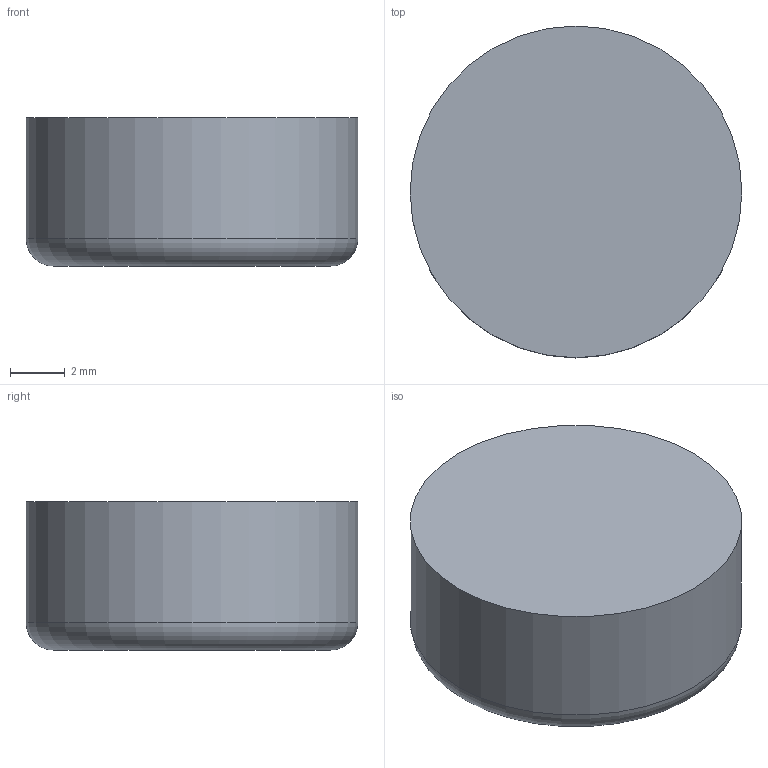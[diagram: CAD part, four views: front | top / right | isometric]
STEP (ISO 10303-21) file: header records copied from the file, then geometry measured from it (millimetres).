
FILE_DESCRIPTION(('FreeCAD Model'),'2;1');
FILE_NAME( 'CP1254A3.step', '2020-01-03T16:00:04',('Author'),(''), 'Open CASCADE STEP processor 7.3','FreeCAD','Unknown');
FILE_SCHEMA(('AUTOMOTIVE_DESIGN { 1 0 10303 214 1 1 1 1 }'));
Length unit declared in the file: millimetre
Products named in the file (1): CP1254A3
Bounding box: 12.1 x 12.1 x 5.4 mm (x, y, z)
Volume: 613.1 mm3; surface area: 418.5 mm2
Topology: 1 solids, 1 shells, 4 faces, 5 edges, 3 vertices
Faces by surface type: plane 2, cylinder 1, torus 1
Full cylindrical faces by diameter (mm): 12.1 x1
Entity records: 188 total; most frequent: DIRECTION 27, CARTESIAN_POINT 25, ORIENTED_EDGE 10, PCURVE 10, DEFINITIONAL_REPRESENTATION 10, AXIS2_PLACEMENT_3D 9, LINE 7, VECTOR 7
